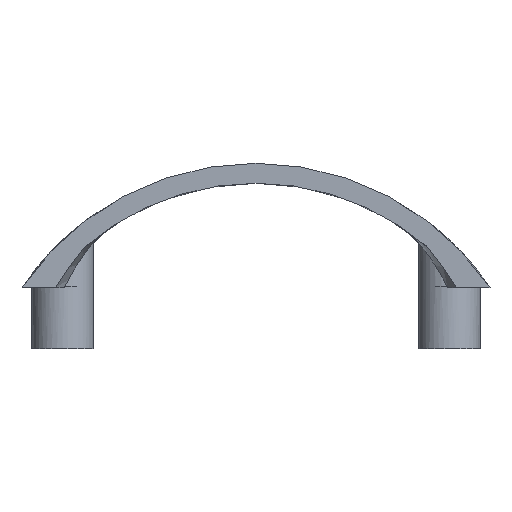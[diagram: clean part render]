
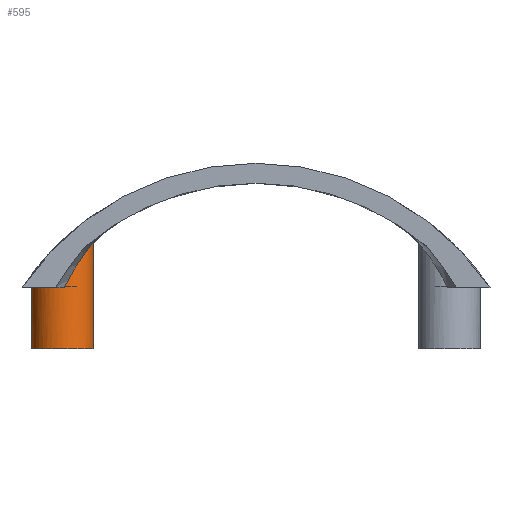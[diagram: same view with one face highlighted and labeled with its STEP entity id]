
A CAD part, front view. The second image highlights one B-rep face of the part: STEP entity #595.
In plain terms, the highlighted cylindrical face has radius 3.1 mm (diameter 6.2 mm), a partial arc.
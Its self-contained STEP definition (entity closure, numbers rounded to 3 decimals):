
#79 = EDGE_LOOP ( 'NONE', ( #2957, #942, #319, #1303, #424 ) ) ;
#140 = CARTESIAN_POINT ( 'NONE',  ( 5.749, 1.327, 2.616 ) ) ;
#174 = CARTESIAN_POINT ( 'NONE',  ( 7.038, 3.023, 4.349 ) ) ;
#311 = EDGE_CURVE ( 'NONE', #2223, #909, #3084, .T. ) ;
#319 = ORIENTED_EDGE ( 'NONE', *, *, #311, .T. ) ;
#417 = CARTESIAN_POINT ( 'NONE',  ( 6.605, 2.144, 3.812 ) ) ;
#424 = ORIENTED_EDGE ( 'NONE', *, *, #2758, .T. ) ;
#434 = CARTESIAN_POINT ( 'NONE',  ( 6.748, 2.366, 3.993 ) ) ;
#450 = CARTESIAN_POINT ( 'NONE',  ( 6.964, 2.808, 4.261 ) ) ;
#535 = CARTESIAN_POINT ( 'NONE',  ( 0.975, 3.938, -6.115 ) ) ;
#562 = CARTESIAN_POINT ( 'NONE',  ( 0.975, 3.938, -6.115 ) ) ;
#595 = ADVANCED_FACE ( 'NONE', ( #1311 ), #2018, .T. ) ;
#651 = CARTESIAN_POINT ( 'NONE',  ( 4.409, 0.851, 0.321 ) ) ;
#666 = CARTESIAN_POINT ( 'NONE',  ( 5.174, 1.039, 1.7 ) ) ;
#689 = CARTESIAN_POINT ( 'NONE',  ( 7.02, 2.969, 4.328 ) ) ;
#692 = CARTESIAN_POINT ( 'NONE',  ( 4.075, 3.938, -6.115 ) ) ;
#706 = CARTESIAN_POINT ( 'NONE',  ( 7.142, 3.472, 4.473 ) ) ;
#738 = DIRECTION ( 'NONE',  ( 0., 0., 1. ) ) ;
#899 = AXIS2_PLACEMENT_3D ( 'NONE', #692, #2762, #3332 ) ;
#909 = VERTEX_POINT ( 'NONE', #3068 ) ;
#917 = CARTESIAN_POINT ( 'NONE',  ( 4.25, 0.842, 0. ) ) ;
#934 = CARTESIAN_POINT ( 'NONE',  ( 5.048, 0.994, 1.488 ) ) ;
#939 = CIRCLE ( 'NONE', #3100, 3.1 ) ;
#942 = ORIENTED_EDGE ( 'NONE', *, *, #2160, .F. ) ;
#971 = CARTESIAN_POINT ( 'NONE',  ( 4.8, 0.922, 1.051 ) ) ;
#1022 = DIRECTION ( 'NONE',  ( 0., 0., 1. ) ) ;
#1046 = DIRECTION ( 'NONE',  ( 0., 0., -1. ) ) ;
#1151 = CARTESIAN_POINT ( 'NONE',  ( 7.069, 3.132, 4.387 ) ) ;
#1161 = VECTOR ( 'NONE', #1022, 1000. ) ;
#1168 = CARTESIAN_POINT ( 'NONE',  ( 5.146, 1.028, 1.655 ) ) ;
#1205 = CARTESIAN_POINT ( 'NONE',  ( 6.665, 2.231, 3.888 ) ) ;
#1224 = CARTESIAN_POINT ( 'NONE',  ( 5.864, 1.403, 2.788 ) ) ;
#1303 = ORIENTED_EDGE ( 'NONE', *, *, #3186, .T. ) ;
#1311 = FACE_OUTER_BOUND ( 'NONE', #79, .T. ) ;
#1410 = CARTESIAN_POINT ( 'NONE',  ( 6.055, 1.552, 3.064 ) ) ;
#1469 = CARTESIAN_POINT ( 'NONE',  ( 6.272, 1.74, 3.37 ) ) ;
#1485 = CARTESIAN_POINT ( 'NONE',  ( 6.107, 1.596, 3.137 ) ) ;
#1486 = CARTESIAN_POINT ( 'NONE',  ( 7.175, 3.938, -6.115 ) ) ;
#1574 = CARTESIAN_POINT ( 'NONE',  ( 4.075, 3.938, -6.115 ) ) ;
#1582 = EDGE_CURVE ( 'NONE', #3269, #2194, #2082, .T. ) ;
#1673 = CARTESIAN_POINT ( 'NONE',  ( 6.825, 2.506, 4.09 ) ) ;
#1698 = VERTEX_POINT ( 'NONE', #3327 ) ;
#1728 = CARTESIAN_POINT ( 'NONE',  ( 6.86, 2.576, 4.134 ) ) ;
#1799 = CARTESIAN_POINT ( 'NONE',  ( 7.175, 3.938, -6.115 ) ) ;
#1877 = AXIS2_PLACEMENT_3D ( 'NONE', #1574, #738, #2085 ) ;
#1939 = CARTESIAN_POINT ( 'NONE',  ( 6.788, 2.435, 4.043 ) ) ;
#2008 = CARTESIAN_POINT ( 'NONE',  ( 7.083, 3.186, 4.404 ) ) ;
#2018 = CYLINDRICAL_SURFACE ( 'NONE', #1877, 3.1 ) ;
#2025 = CARTESIAN_POINT ( 'NONE',  ( 0.975, 3.938, 0. ) ) ;
#2066 = DIRECTION ( 'NONE',  ( 1., 0., 0. ) ) ;
#2082 = LINE ( 'NONE', #562, #2693 ) ;
#2085 = DIRECTION ( 'NONE',  ( 1., 0., 0. ) ) ;
#2160 = EDGE_CURVE ( 'NONE', #2223, #3269, #2642, .T. ) ;
#2183 = CARTESIAN_POINT ( 'NONE',  ( 5.348, 1.105, 1.993 ) ) ;
#2194 = VERTEX_POINT ( 'NONE', #2025 ) ;
#2201 = CARTESIAN_POINT ( 'NONE',  ( 4.916, 0.952, 1.258 ) ) ;
#2223 = VERTEX_POINT ( 'NONE', #1799 ) ;
#2239 = CARTESIAN_POINT ( 'NONE',  ( 6.081, 1.574, 3.101 ) ) ;
#2259 = CARTESIAN_POINT ( 'NONE',  ( 5.17, 1.037, 1.694 ) ) ;
#2438 = CARTESIAN_POINT ( 'NONE',  ( 5.513, 1.185, 2.255 ) ) ;
#2456 = CARTESIAN_POINT ( 'NONE',  ( 7.168, 3.704, 4.504 ) ) ;
#2497 = CARTESIAN_POINT ( 'NONE',  ( 7.175, 3.937, 4.512 ) ) ;
#2642 = CIRCLE ( 'NONE', #899, 3.1 ) ;
#2676 = B_SPLINE_CURVE_WITH_KNOTS ( 'NONE', 3,
 ( #2497, #3225, #2456, #706, #2772, #2008, #1151, #174, #689, #450, #2963, #1728, #3035, #1673, #1939, #434, #1205, #417, #2708, #1469, #1485, #3242, #2239, #1410, #3260, #1224, #140, #2438, #2183, #666, #2259, #2738, #1168, #3282, #934, #2201, #971, #3207, #651, #917 ),
 .UNSPECIFIED., .F., .F.,
 ( 4, 2, 2, 2, 2, 2, 2, 1, 2, 2, 2, 2, 1, 1, 1, 2, 2, 2, 1, 1, 1, 1, 2, 4 ),
 ( 0.5, 0.531, 0.562, 0.578, 0.594, 0.625, 0.633, 0.64, 0.656, 0.687, 0.75, 0.754, 0.758, 0.766, 0.781, 0.812, 0.875, 0.877, 0.879, 0.883, 0.891, 0.906, 0.937, 1. ),
 .UNSPECIFIED. ) ;
#2693 = VECTOR ( 'NONE', #3125, 1000. ) ;
#2708 = CARTESIAN_POINT ( 'NONE',  ( 6.415, 1.893, 3.563 ) ) ;
#2738 = CARTESIAN_POINT ( 'NONE',  ( 5.16, 1.034, 1.678 ) ) ;
#2758 = EDGE_CURVE ( 'NONE', #1698, #2194, #939, .T. ) ;
#2762 = DIRECTION ( 'NONE',  ( 0., 0., -1. ) ) ;
#2772 = CARTESIAN_POINT ( 'NONE',  ( 7.122, 3.357, 4.45 ) ) ;
#2833 = CARTESIAN_POINT ( 'NONE',  ( 4.075, 3.938, 0. ) ) ;
#2957 = ORIENTED_EDGE ( 'NONE', *, *, #1582, .F. ) ;
#2963 = CARTESIAN_POINT ( 'NONE',  ( 6.921, 2.703, 4.208 ) ) ;
#3035 = CARTESIAN_POINT ( 'NONE',  ( 6.849, 2.554, 4.12 ) ) ;
#3068 = CARTESIAN_POINT ( 'NONE',  ( 7.175, 3.937, 4.512 ) ) ;
#3084 = LINE ( 'NONE', #1486, #1161 ) ;
#3100 = AXIS2_PLACEMENT_3D ( 'NONE', #2833, #1046, #2066 ) ;
#3125 = DIRECTION ( 'NONE',  ( 0., 0., 1. ) ) ;
#3186 = EDGE_CURVE ( 'NONE', #909, #1698, #2676, .T. ) ;
#3207 = CARTESIAN_POINT ( 'NONE',  ( 4.567, 0.873, 0.624 ) ) ;
#3225 = CARTESIAN_POINT ( 'NONE',  ( 7.175, 3.823, 4.512 ) ) ;
#3242 = CARTESIAN_POINT ( 'NONE',  ( 6.099, 1.589, 3.126 ) ) ;
#3260 = CARTESIAN_POINT ( 'NONE',  ( 5.992, 1.501, 2.974 ) ) ;
#3269 = VERTEX_POINT ( 'NONE', #535 ) ;
#3282 = CARTESIAN_POINT ( 'NONE',  ( 5.114, 1.017, 1.599 ) ) ;
#3327 = CARTESIAN_POINT ( 'NONE',  ( 4.25, 0.842, 0. ) ) ;
#3332 = DIRECTION ( 'NONE',  ( -1., 0., 0. ) ) ;
